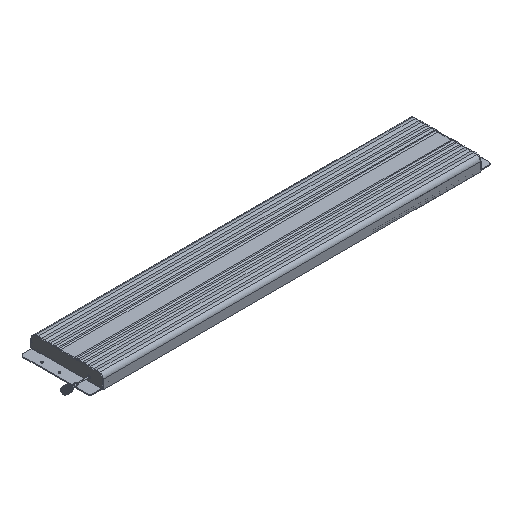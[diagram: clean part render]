
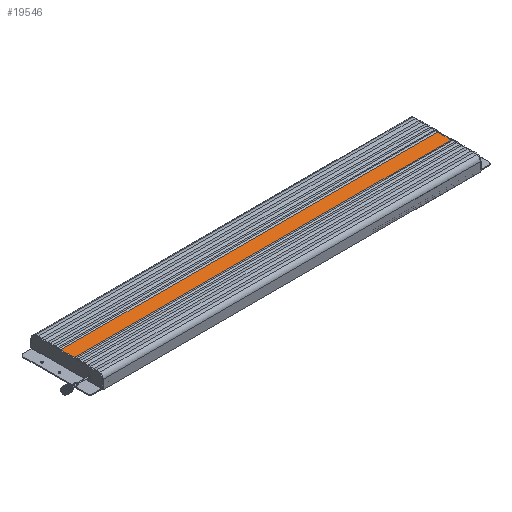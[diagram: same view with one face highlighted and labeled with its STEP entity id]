
A CAD part, isometric view. The second image highlights one B-rep face of the part: STEP entity #19546.
In plain terms, the highlighted planar face has unit normal (0, 0, 1).
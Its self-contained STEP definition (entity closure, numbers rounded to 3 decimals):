
#3561 = DIRECTION ( 'NONE',  ( 0., -1., 0. ) ) ;
#4113 = VERTEX_POINT ( 'NONE', #150383 ) ;
#5247 = VERTEX_POINT ( 'NONE', #65311 ) ;
#6395 = LINE ( 'NONE', #56322, #11766 ) ;
#8319 = AXIS2_PLACEMENT_3D ( 'NONE', #151784, #51260, #25105 ) ;
#10181 = VERTEX_POINT ( 'NONE', #92155 ) ;
#11766 = VECTOR ( 'NONE', #41651, 39.37 ) ;
#19546 = ADVANCED_FACE ( 'NONE', ( #139509 ), #27516, .F. ) ;
#25105 = DIRECTION ( 'NONE',  ( 0., -1., 0. ) ) ;
#27516 = PLANE ( 'NONE',  #8319 ) ;
#30609 = VECTOR ( 'NONE', #3561, 39.37 ) ;
#38596 = VECTOR ( 'NONE', #123112, 39.37 ) ;
#41651 = DIRECTION ( 'NONE',  ( -1., 0., 0. ) ) ;
#46856 = ORIENTED_EDGE ( 'NONE', *, *, #154981, .F. ) ;
#51260 = DIRECTION ( 'NONE',  ( 0., 0., -1. ) ) ;
#53150 = ORIENTED_EDGE ( 'NONE', *, *, #96032, .T. ) ;
#54295 = LINE ( 'NONE', #143351, #30609 ) ;
#56322 = CARTESIAN_POINT ( 'NONE',  ( 490.619, -328.294, 1.179 ) ) ;
#57255 = EDGE_LOOP ( 'NONE', ( #53150, #104679, #46856, #110364 ) ) ;
#57766 = CARTESIAN_POINT ( 'NONE',  ( 490.619, -327.113, 1.179 ) ) ;
#65311 = CARTESIAN_POINT ( 'NONE',  ( 457.351, -327.113, 1.179 ) ) ;
#68148 = CARTESIAN_POINT ( 'NONE',  ( 490.619, -328.294, 1.179 ) ) ;
#68313 = CARTESIAN_POINT ( 'NONE',  ( 490.619, -327.113, 1.179 ) ) ;
#79800 = DIRECTION ( 'NONE',  ( 0., -1., 0. ) ) ;
#92155 = CARTESIAN_POINT ( 'NONE',  ( 457.351, -328.294, 1.179 ) ) ;
#96032 = EDGE_CURVE ( 'NONE', #4113, #5247, #159902, .T. ) ;
#104679 = ORIENTED_EDGE ( 'NONE', *, *, #138440, .T. ) ;
#106657 = VERTEX_POINT ( 'NONE', #68148 ) ;
#110364 = ORIENTED_EDGE ( 'NONE', *, *, #134625, .F. ) ;
#110878 = VECTOR ( 'NONE', #79800, 39.37 ) ;
#118987 = LINE ( 'NONE', #68313, #110878 ) ;
#123112 = DIRECTION ( 'NONE',  ( -1., 0., 0. ) ) ;
#134625 = EDGE_CURVE ( 'NONE', #4113, #106657, #118987, .T. ) ;
#138440 = EDGE_CURVE ( 'NONE', #5247, #10181, #54295, .T. ) ;
#139509 = FACE_OUTER_BOUND ( 'NONE', #57255, .T. ) ;
#143351 = CARTESIAN_POINT ( 'NONE',  ( 457.351, -330.459, 1.179 ) ) ;
#150383 = CARTESIAN_POINT ( 'NONE',  ( 490.619, -327.113, 1.179 ) ) ;
#151784 = CARTESIAN_POINT ( 'NONE',  ( 490.619, -327.113, 1.179 ) ) ;
#154981 = EDGE_CURVE ( 'NONE', #106657, #10181, #6395, .T. ) ;
#159902 = LINE ( 'NONE', #57766, #38596 ) ;
